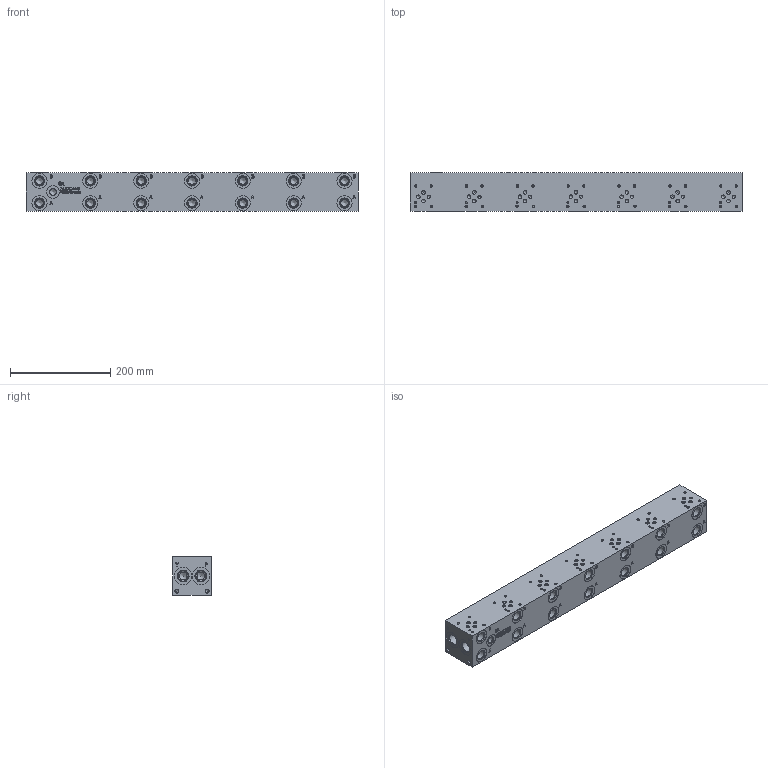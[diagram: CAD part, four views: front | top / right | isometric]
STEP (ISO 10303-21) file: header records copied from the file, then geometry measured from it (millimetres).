
FILE_DESCRIPTION(/* description */ (''),/* implementation_level */ '2;1');
FILE_NAME(/* name */ '_D03P074S_S.stp',/* time_stamp */ '2021-07-16T13:36:00-04:00',/* author */ ('anthonyv'),/* organization */ (''),/* preprocessor_version */ 'ST-DEVELOPER v18.1',/* originating_system */ 'Autodesk Inventor 2021',/* authorisation */ '');
FILE_SCHEMA (('AUTOMOTIVE_DESIGN { 1 0 10303 214 3 1 1 }'));
Length unit declared in the file: millimetre
Products named in the file (1): Part_AD03P074S~S_3D
Bounding box: 663.58 x 76.2 x 76.2 mm (x, y, z)
Volume: 3688945.5 mm3; surface area: 255091.5 mm2
Topology: 1 solids, 1 shells, 1098 faces, 2959 edges, 2027 vertices
Faces by surface type: plane 563, bspline 227, cylinder 200, cone 108
Full cylindrical faces by diameter (mm): 3.785 x28, 3.962 x7, 4.826 x28, 6.35 x7, 6.528 x4, 7.137 x21, 7.925 x4, 12.294 x1, 12.9 x1, 13.487 x1, 14.275 x1, 14.3 x14, 15.596 x1, 15.875 x4, 17.45 x1, 17.501 x14, 18.542 x1, 19.05 x14, 19.99 x1, 20.447 x4, 20.599 x14, 20.625 x1, 21.819 x1, 22.225 x2, 22.23 x2, 23.901 x4, 25.019 x1, 30.251 x14, 34.417 x4
Entity records: 36210 total; most frequent: CARTESIAN_POINT 8949, ORIENTED_EDGE 5744, DIRECTION 4854, EDGE_CURVE 2872, VERTEX_POINT 2027, LINE 1726, VECTOR 1726, AXIS2_PLACEMENT_3D 1564
